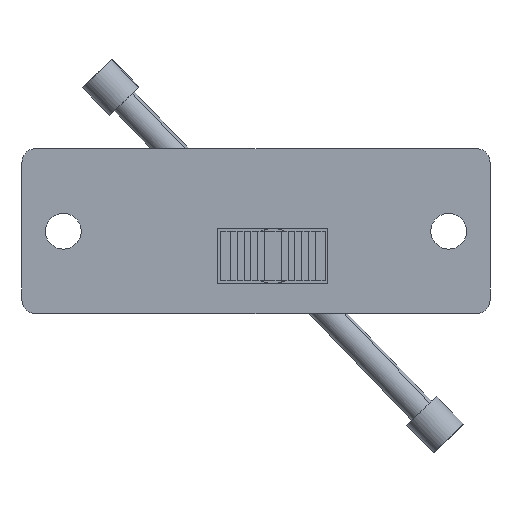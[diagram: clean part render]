
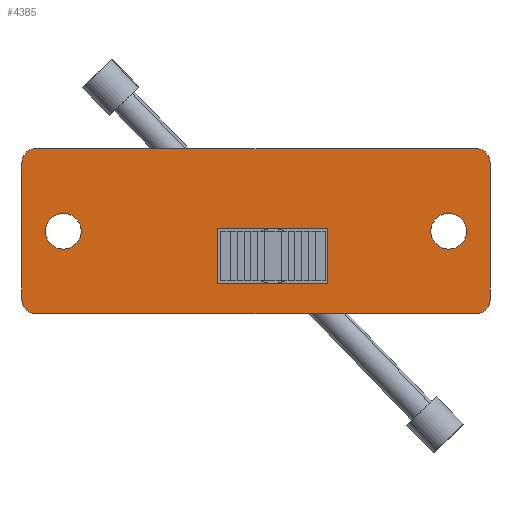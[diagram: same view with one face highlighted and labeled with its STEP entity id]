
A CAD part, front view. The second image highlights one B-rep face of the part: STEP entity #4385.
In plain terms, the highlighted planar face has unit normal (0, -1, 0).
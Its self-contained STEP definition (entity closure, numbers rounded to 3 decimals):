
#11 = EDGE_LOOP ( 'NONE', ( #1282, #3866, #606, #3342, #3917, #4645, #2851, #4603 ) ) ;
#46 = DIRECTION ( 'NONE',  ( 0., -1., 0. ) ) ;
#52 = VECTOR ( 'NONE', #904, 1000. ) ;
#64 = DIRECTION ( 'NONE',  ( 0., 0., 1. ) ) ;
#81 = EDGE_CURVE ( 'NONE', #2554, #1988, #693, .T. ) ;
#89 = ORIENTED_EDGE ( 'NONE', *, *, #81, .F. ) ;
#99 = DIRECTION ( 'NONE',  ( 1., 0., 0. ) ) ;
#176 = VERTEX_POINT ( 'NONE', #4429 ) ;
#200 = VERTEX_POINT ( 'NONE', #4145 ) ;
#218 = EDGE_LOOP ( 'NONE', ( #373, #4442 ) ) ;
#276 = DIRECTION ( 'NONE',  ( -1., 0., 0. ) ) ;
#373 = ORIENTED_EDGE ( 'NONE', *, *, #1277, .F. ) ;
#576 = AXIS2_PLACEMENT_3D ( 'NONE', #3397, #2626, #4537 ) ;
#579 = AXIS2_PLACEMENT_3D ( 'NONE', #3099, #1285, #4232 ) ;
#591 = AXIS2_PLACEMENT_3D ( 'NONE', #2347, #1601, #924 ) ;
#597 = CARTESIAN_POINT ( 'NONE',  ( 85., 0., 30. ) ) ;
#606 = ORIENTED_EDGE ( 'NONE', *, *, #2694, .F. ) ;
#621 = CARTESIAN_POINT ( 'NONE',  ( -80., 0., 30. ) ) ;
#690 = CARTESIAN_POINT ( 'NONE',  ( 70., 0., -6.5 ) ) ;
#693 = LINE ( 'NONE', #2092, #3188 ) ;
#825 = CIRCLE ( 'NONE', #2659, 5. ) ;
#904 = DIRECTION ( 'NONE',  ( 0., 0., -1. ) ) ;
#913 = VERTEX_POINT ( 'NONE', #4014 ) ;
#924 = DIRECTION ( 'NONE',  ( 0., 0., 1. ) ) ;
#942 = LINE ( 'NONE', #597, #4587 ) ;
#943 = CARTESIAN_POINT ( 'NONE',  ( 85., 0., 25. ) ) ;
#1019 = VERTEX_POINT ( 'NONE', #2860 ) ;
#1067 = VERTEX_POINT ( 'NONE', #1670 ) ;
#1066 = LINE ( 'NONE', #3200, #1964 ) ;
#1087 = LINE ( 'NONE', #3335, #4148 ) ;
#1223 = CARTESIAN_POINT ( 'NONE',  ( 80., 0., -25. ) ) ;
#1264 = LINE ( 'NONE', #2305, #52 ) ;
#1277 = EDGE_CURVE ( 'NONE', #200, #1019, #2866, .T. ) ;
#1282 = ORIENTED_EDGE ( 'NONE', *, *, #2435, .F. ) ;
#1285 = DIRECTION ( 'NONE',  ( 0., -1., 0. ) ) ;
#1348 = CARTESIAN_POINT ( 'NONE',  ( -85., 0., 25. ) ) ;
#1393 = DIRECTION ( 'NONE',  ( 0., 0., 1. ) ) ;
#1429 = CIRCLE ( 'NONE', #576, 6.5 ) ;
#1440 = CARTESIAN_POINT ( 'NONE',  ( 80., 0., -30. ) ) ;
#1447 = CIRCLE ( 'NONE', #591, 6.5 ) ;
#1448 = EDGE_CURVE ( 'NONE', #176, #1538, #3174, .T. ) ;
#1461 = EDGE_CURVE ( 'NONE', #4040, #4620, #2953, .T. ) ;
#1511 = VERTEX_POINT ( 'NONE', #2152 ) ;
#1538 = VERTEX_POINT ( 'NONE', #1348 ) ;
#1559 = CARTESIAN_POINT ( 'NONE',  ( 70., 0., 6.5 ) ) ;
#1601 = DIRECTION ( 'NONE',  ( 0., -1., 0. ) ) ;
#1666 = ORIENTED_EDGE ( 'NONE', *, *, #2307, .F. ) ;
#1670 = CARTESIAN_POINT ( 'NONE',  ( 85., 0., -25. ) ) ;
#1774 = CARTESIAN_POINT ( 'NONE',  ( 80., 0., 25. ) ) ;
#1909 = CIRCLE ( 'NONE', #579, 5. ) ;
#1920 = VERTEX_POINT ( 'NONE', #1440 ) ;
#1919 = PLANE ( 'NONE',  #4299 ) ;
#1959 = EDGE_LOOP ( 'NONE', ( #3066, #1666 ) ) ;
#1964 = VECTOR ( 'NONE', #3148, 1000. ) ;
#1969 = DIRECTION ( 'NONE',  ( 0., 0., 1. ) ) ;
#1973 = AXIS2_PLACEMENT_3D ( 'NONE', #3726, #4576, #2692 ) ;
#1988 = VERTEX_POINT ( 'NONE', #2210 ) ;
#1989 = ORIENTED_EDGE ( 'NONE', *, *, #4605, .T. ) ;
#2044 = CIRCLE ( 'NONE', #3184, 6.5 ) ;
#2071 = CIRCLE ( 'NONE', #3131, 5. ) ;
#2092 = CARTESIAN_POINT ( 'NONE',  ( -13.849, 0., 1. ) ) ;
#2101 = DIRECTION ( 'NONE',  ( 0., 0., 1. ) ) ;
#2152 = CARTESIAN_POINT ( 'NONE',  ( 26.151, 0., -19. ) ) ;
#2210 = CARTESIAN_POINT ( 'NONE',  ( -13.849, 0., -19. ) ) ;
#2247 = FACE_BOUND ( 'NONE', #2417, .T. ) ;
#2271 = DIRECTION ( 'NONE',  ( 0., 1., 0. ) ) ;
#2305 = CARTESIAN_POINT ( 'NONE',  ( 26.151, 0., 1. ) ) ;
#2307 = EDGE_CURVE ( 'NONE', #2620, #4497, #1429, .T. ) ;
#2347 = CARTESIAN_POINT ( 'NONE',  ( 70., 0., 0. ) ) ;
#2392 = DIRECTION ( 'NONE',  ( 0., 0., -1. ) ) ;
#2417 = EDGE_LOOP ( 'NONE', ( #89, #3707, #4674, #1989 ) ) ;
#2432 = EDGE_CURVE ( 'NONE', #4238, #1538, #1909, .T. ) ;
#2435 = EDGE_CURVE ( 'NONE', #4040, #1067, #942, .T. ) ;
#2473 = LINE ( 'NONE', #3593, #2594 ) ;
#2547 = DIRECTION ( 'NONE',  ( -1., 0., 0. ) ) ;
#2554 = VERTEX_POINT ( 'NONE', #3243 ) ;
#2553 = DIRECTION ( 'NONE',  ( 0., 0., 1. ) ) ;
#2594 = VECTOR ( 'NONE', #276, 1000. ) ;
#2600 = FACE_BOUND ( 'NONE', #1959, .T. ) ;
#2620 = VERTEX_POINT ( 'NONE', #690 ) ;
#2626 = DIRECTION ( 'NONE',  ( 0., -1., 0. ) ) ;
#2659 = AXIS2_PLACEMENT_3D ( 'NONE', #1223, #3081, #64 ) ;
#2692 = DIRECTION ( 'NONE',  ( 0., 0., 1. ) ) ;
#2694 = EDGE_CURVE ( 'NONE', #4238, #4620, #4492, .T. ) ;
#2695 = DIRECTION ( 'NONE',  ( 0., -1., 0. ) ) ;
#2730 = EDGE_CURVE ( 'NONE', #1920, #1067, #825, .T. ) ;
#2740 = CARTESIAN_POINT ( 'NONE',  ( -80., 0., -25. ) ) ;
#2743 = EDGE_CURVE ( 'NONE', #3809, #1511, #1264, .T. ) ;
#2826 = CARTESIAN_POINT ( 'NONE',  ( 80., 0., 30. ) ) ;
#2851 = ORIENTED_EDGE ( 'NONE', *, *, #3550, .F. ) ;
#2860 = CARTESIAN_POINT ( 'NONE',  ( -70., 0., -6.5 ) ) ;
#2866 = CIRCLE ( 'NONE', #1973, 6.5 ) ;
#2953 = CIRCLE ( 'NONE', #3032, 5. ) ;
#3032 = AXIS2_PLACEMENT_3D ( 'NONE', #1774, #4647, #1393 ) ;
#3066 = ORIENTED_EDGE ( 'NONE', *, *, #4094, .F. ) ;
#3081 = DIRECTION ( 'NONE',  ( 0., -1., 0. ) ) ;
#3099 = CARTESIAN_POINT ( 'NONE',  ( -80., 0., 25. ) ) ;
#3131 = AXIS2_PLACEMENT_3D ( 'NONE', #2740, #2695, #1969 ) ;
#3148 = DIRECTION ( 'NONE',  ( -1., 0., 0. ) ) ;
#3174 = LINE ( 'NONE', #4677, #4205 ) ;
#3184 = AXIS2_PLACEMENT_3D ( 'NONE', #3311, #46, #4410 ) ;
#3188 = VECTOR ( 'NONE', #4695, 1000. ) ;
#3200 = CARTESIAN_POINT ( 'NONE',  ( 26.151, 0., -19. ) ) ;
#3243 = CARTESIAN_POINT ( 'NONE',  ( -13.849, 0., 1. ) ) ;
#3311 = CARTESIAN_POINT ( 'NONE',  ( -70., 0., 0. ) ) ;
#3335 = CARTESIAN_POINT ( 'NONE',  ( 85., 0., -30. ) ) ;
#3342 = ORIENTED_EDGE ( 'NONE', *, *, #2432, .T. ) ;
#3397 = CARTESIAN_POINT ( 'NONE',  ( 70., 0., 0. ) ) ;
#3550 = EDGE_CURVE ( 'NONE', #1920, #913, #1087, .T. ) ;
#3593 = CARTESIAN_POINT ( 'NONE',  ( 26.151, 0., 1. ) ) ;
#3631 = EDGE_CURVE ( 'NONE', #3809, #2554, #2473, .T. ) ;
#3707 = ORIENTED_EDGE ( 'NONE', *, *, #3631, .F. ) ;
#3723 = FACE_OUTER_BOUND ( 'NONE', #11, .T. ) ;
#3726 = CARTESIAN_POINT ( 'NONE',  ( -70., 0., 0. ) ) ;
#3809 = VERTEX_POINT ( 'NONE', #4026 ) ;
#3866 = ORIENTED_EDGE ( 'NONE', *, *, #1461, .T. ) ;
#3917 = ORIENTED_EDGE ( 'NONE', *, *, #1448, .F. ) ;
#4014 = CARTESIAN_POINT ( 'NONE',  ( -80., 0., -30. ) ) ;
#4026 = CARTESIAN_POINT ( 'NONE',  ( 26.151, 0., 1. ) ) ;
#4040 = VERTEX_POINT ( 'NONE', #943 ) ;
#4051 = EDGE_CURVE ( 'NONE', #176, #913, #2071, .T. ) ;
#4094 = EDGE_CURVE ( 'NONE', #4497, #2620, #1447, .T. ) ;
#4132 = FACE_BOUND ( 'NONE', #218, .T. ) ;
#4145 = CARTESIAN_POINT ( 'NONE',  ( -70., 0., 6.5 ) ) ;
#4148 = VECTOR ( 'NONE', #2547, 1000. ) ;
#4184 = CARTESIAN_POINT ( 'NONE',  ( 85., 0., 30. ) ) ;
#4205 = VECTOR ( 'NONE', #2101, 1000. ) ;
#4211 = VECTOR ( 'NONE', #99, 1000. ) ;
#4232 = DIRECTION ( 'NONE',  ( 0., 0., 1. ) ) ;
#4238 = VERTEX_POINT ( 'NONE', #621 ) ;
#4299 = AXIS2_PLACEMENT_3D ( 'NONE', #4414, #2271, #2553 ) ;
#4385 = ADVANCED_FACE ( 'NONE', ( #4132, #2600, #2247, #3723 ), #1919, .F. ) ;
#4410 = DIRECTION ( 'NONE',  ( 0., 0., 1. ) ) ;
#4414 = CARTESIAN_POINT ( 'NONE',  ( 0., 0., 0. ) ) ;
#4429 = CARTESIAN_POINT ( 'NONE',  ( -85., 0., -25. ) ) ;
#4442 = ORIENTED_EDGE ( 'NONE', *, *, #4755, .F. ) ;
#4492 = LINE ( 'NONE', #4184, #4211 ) ;
#4497 = VERTEX_POINT ( 'NONE', #1559 ) ;
#4537 = DIRECTION ( 'NONE',  ( 0., 0., 1. ) ) ;
#4576 = DIRECTION ( 'NONE',  ( 0., -1., 0. ) ) ;
#4587 = VECTOR ( 'NONE', #2392, 1000. ) ;
#4603 = ORIENTED_EDGE ( 'NONE', *, *, #2730, .T. ) ;
#4605 = EDGE_CURVE ( 'NONE', #1511, #1988, #1066, .T. ) ;
#4620 = VERTEX_POINT ( 'NONE', #2826 ) ;
#4645 = ORIENTED_EDGE ( 'NONE', *, *, #4051, .T. ) ;
#4647 = DIRECTION ( 'NONE',  ( 0., -1., 0. ) ) ;
#4674 = ORIENTED_EDGE ( 'NONE', *, *, #2743, .T. ) ;
#4677 = CARTESIAN_POINT ( 'NONE',  ( -85., 0., 30. ) ) ;
#4695 = DIRECTION ( 'NONE',  ( 0., 0., -1. ) ) ;
#4755 = EDGE_CURVE ( 'NONE', #1019, #200, #2044, .T. ) ;
